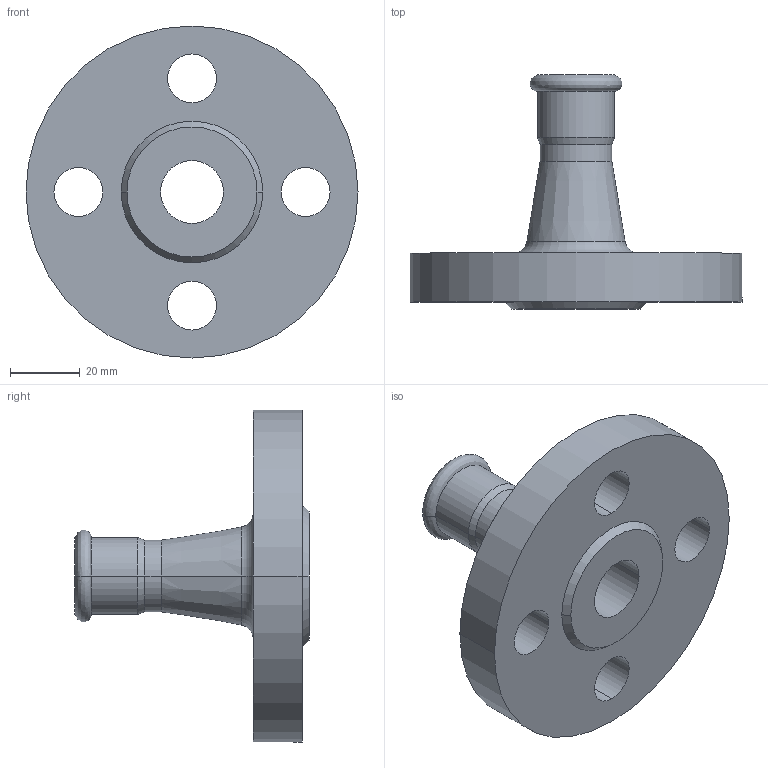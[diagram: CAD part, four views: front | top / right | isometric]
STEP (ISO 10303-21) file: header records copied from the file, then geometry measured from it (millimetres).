
FILE_DESCRIPTION (( 'STEP AP203' ), '1' );
FILE_NAME ('3D_P740_PN16_DN18_14140180.STEP', '2024-08-07T20:01:59', ( '' ), ( '' ), 'SwSTEP 2.0', 'SolidWorks 2024', '' );
FILE_SCHEMA (( 'CONFIG_CONTROL_DESIGN' ));
Length unit declared in the file: millimetre
Products named in the file (1): 3D_P740_PN16_DN18_14140180
Bounding box: 95 x 67 x 95 mm (x, y, z)
Volume: 97497 mm3; surface area: 26721.6 mm2
Topology: 1 solids, 1 shells, 37 faces, 82 edges, 48 vertices
Faces by surface type: cylinder 18, cone 10, bspline 4, plane 3, torus 2
Entity records: 1171 total; most frequent: CARTESIAN_POINT 240, DIRECTION 196, ORIENTED_EDGE 164, AXIS2_PLACEMENT_3D 84, EDGE_CURVE 82, CIRCLE 50, EDGE_LOOP 48, VERTEX_POINT 48
